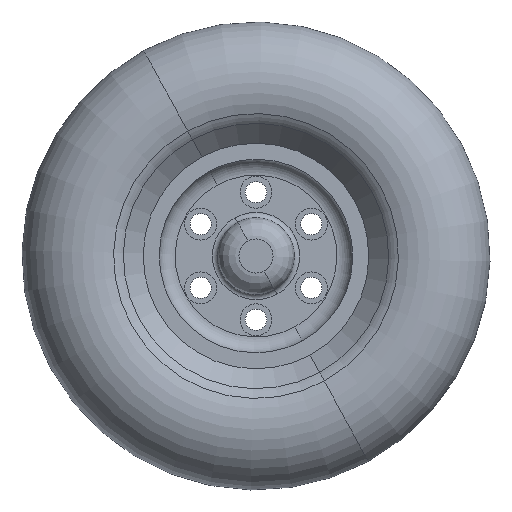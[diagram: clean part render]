
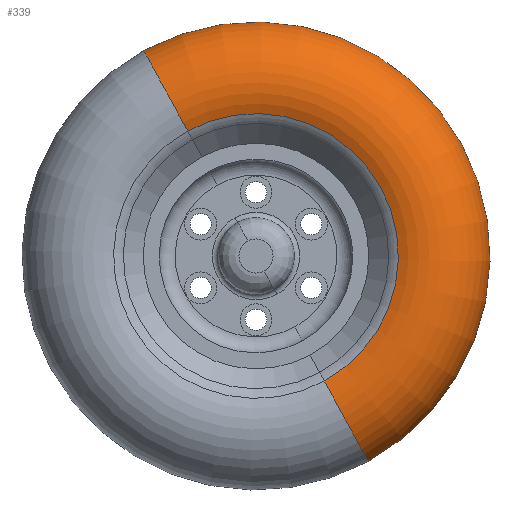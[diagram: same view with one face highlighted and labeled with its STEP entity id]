
A CAD part, left-side view. The second image highlights one B-rep face of the part: STEP entity #339.
In plain terms, the highlighted toroidal (fillet/blend) face has major radius 160 mm and minor radius 60 mm.
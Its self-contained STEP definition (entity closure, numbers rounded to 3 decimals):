
#275=CARTESIAN_POINT('Vertex',(-351.,-64.169,-384.961)) ;
#278=CARTESIAN_POINT('Axis2P3D Location',(-351.,0.,-267.5)) ;
#282=CARTESIAN_POINT('Vertex',(-351.,64.169,-150.039)) ;
#309=CARTESIAN_POINT('Axis2P3D Location',(-297.,0.,-267.5)) ;
#314=CARTESIAN_POINT('Axis2P3D Location',(-297.,-76.708,-407.913)) ;
#318=CARTESIAN_POINT('Vertex',(-297.,-105.474,-460.568)) ;
#321=CARTESIAN_POINT('Axis2P3D Location',(-297.,0.,-267.5)) ;
#325=CARTESIAN_POINT('Vertex',(-297.,105.474,-74.432)) ;
#328=CARTESIAN_POINT('Axis2P3D Location',(-297.,76.708,-127.087)) ;
#279=DIRECTION('Axis2P3D Direction',(-1.,0.,0.)) ;
#310=DIRECTION('Axis2P3D Direction',(-1.,0.,0.)) ;
#311=DIRECTION('Axis2P3D XDirection',(0.,0.479,0.878)) ;
#315=DIRECTION('Axis2P3D Direction',(0.,0.878,-0.479)) ;
#322=DIRECTION('Axis2P3D Direction',(-1.,0.,0.)) ;
#329=DIRECTION('Axis2P3D Direction',(0.,-0.878,0.479)) ;
#280=AXIS2_PLACEMENT_3D('Circle Axis2P3D',#278,#279,$) ;
#312=AXIS2_PLACEMENT_3D('Torus Axis2P3D',#309,#310,#311) ;
#316=AXIS2_PLACEMENT_3D('Circle Axis2P3D',#314,#315,$) ;
#323=AXIS2_PLACEMENT_3D('Circle Axis2P3D',#321,#322,$) ;
#330=AXIS2_PLACEMENT_3D('Circle Axis2P3D',#328,#329,$) ;
#334=ORIENTED_EDGE('',*,*,#284,.F.) ;
#335=ORIENTED_EDGE('',*,*,#320,.T.) ;
#336=ORIENTED_EDGE('',*,*,#327,.T.) ;
#337=ORIENTED_EDGE('',*,*,#332,.F.) ;
#339=ADVANCED_FACE('PartBody',(#338),#313,.T.) ;
#281=CIRCLE('generated circle',#280,133.847) ;
#317=CIRCLE('generated circle',#316,60.) ;
#324=CIRCLE('generated circle',#323,220.) ;
#331=CIRCLE('generated circle',#330,60.) ;
#313=TOROIDAL_SURFACE('homeo Torus',#312,160.,60.) ;
#284=EDGE_CURVE('',#276,#283,#281,.T.) ;
#320=EDGE_CURVE('',#276,#319,#317,.F.) ;
#327=EDGE_CURVE('',#319,#326,#324,.T.) ;
#332=EDGE_CURVE('',#283,#326,#331,.F.) ;
#333=EDGE_LOOP('',(#334,#335,#336,#337)) ;
#338=FACE_OUTER_BOUND('',#333,.T.) ;
#276=VERTEX_POINT('',#275) ;
#283=VERTEX_POINT('',#282) ;
#319=VERTEX_POINT('',#318) ;
#326=VERTEX_POINT('',#325) ;
